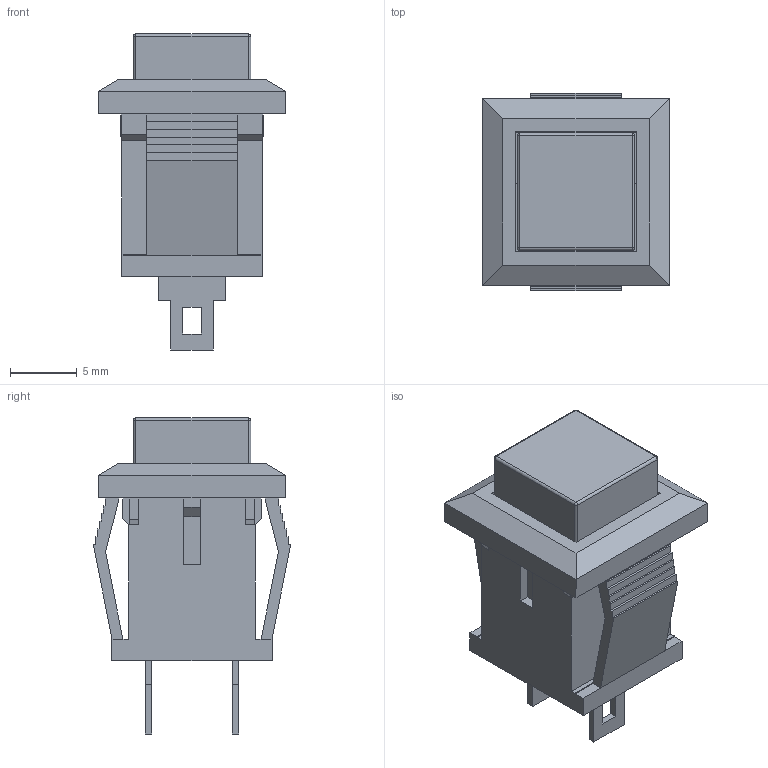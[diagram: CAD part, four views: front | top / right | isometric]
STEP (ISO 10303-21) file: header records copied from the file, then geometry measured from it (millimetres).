
FILE_DESCRIPTION (( 'STEP AP214' ), '1' );
FILE_NAME ('D431D0BB-0D1E-4B4C-9449-C51FDA610938.STEP', '2024-11-08T11:50:35', ( '' ), ( '' ), 'SwSTEP 2.0', 'SolidWorks 2022', '' );
FILE_SCHEMA (( 'AUTOMOTIVE_DESIGN' ));
Length unit declared in the file: millimetre
Products named in the file (1): D431D0BB-0D1E-4B4C-9449-C51FDA610938
Bounding box: 14 x 14.8 x 23.7 mm (x, y, z)
Volume: 2114 mm3; surface area: 2255.3 mm2
Topology: 1 solids, 1 shells, 437 faces, 1201 edges, 790 vertices
Faces by surface type: plane 287, bspline 138, cylinder 8, sphere 4
Entity records: 24892 total; most frequent: CARTESIAN_POINT 9875, ORIENTED_EDGE 2394, DIRECTION 1537, EDGE_CURVE 1197, VECTOR 905, LINE 905, VERTEX_POINT 790, EDGE_LOOP 481
